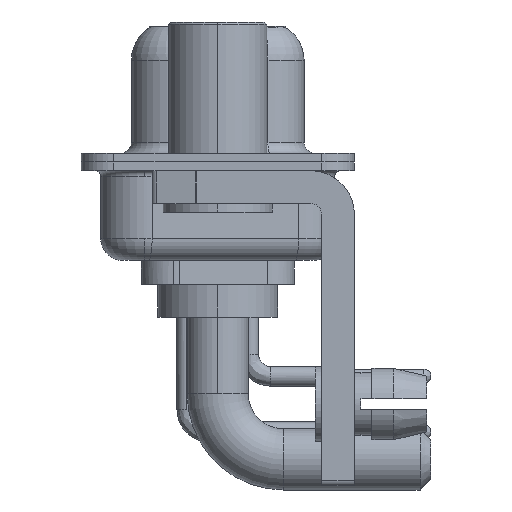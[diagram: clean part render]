
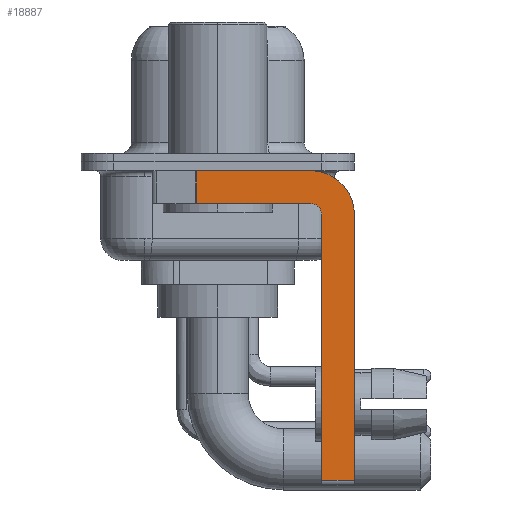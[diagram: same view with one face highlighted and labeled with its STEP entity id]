
A CAD part, left-side view. The second image highlights one B-rep face of the part: STEP entity #18887.
In plain terms, the highlighted planar face has unit normal (-1, 0, 0).
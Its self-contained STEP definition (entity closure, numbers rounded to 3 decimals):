
#102 = LINE ( 'NONE', #3278, #6461 ) ;
#513 = EDGE_CURVE ( 'NONE', #18517, #5288, #3799, .T. ) ;
#610 = CIRCLE ( 'NONE', #14403, 2. ) ;
#1056 = LINE ( 'NONE', #13897, #12798 ) ;
#1500 = CARTESIAN_POINT ( 'NONE',  ( -2.9, -6.25, -2.4 ) ) ;
#1527 = VERTEX_POINT ( 'NONE', #15583 ) ;
#1599 = EDGE_CURVE ( 'NONE', #9888, #9624, #1056, .T. ) ;
#1769 = ORIENTED_EDGE ( 'NONE', *, *, #3003, .T. ) ;
#2320 = EDGE_CURVE ( 'NONE', #12616, #12383, #5028, .T. ) ;
#2536 = DIRECTION ( 'NONE',  ( 0., 1., 0. ) ) ;
#3003 = EDGE_CURVE ( 'NONE', #12616, #5288, #102, .T. ) ;
#3134 = ORIENTED_EDGE ( 'NONE', *, *, #5538, .F. ) ;
#3278 = CARTESIAN_POINT ( 'NONE',  ( -2.9, -4.25, -14.55 ) ) ;
#3799 = LINE ( 'NONE', #16837, #4318 ) ;
#3868 = DIRECTION ( 'NONE',  ( 0., 0., -1. ) ) ;
#3892 = CARTESIAN_POINT ( 'NONE',  ( -2.9, 0.978, -1.9 ) ) ;
#3909 = CIRCLE ( 'NONE', #4592, 0.5 ) ;
#4318 = VECTOR ( 'NONE', #16529, 1000. ) ;
#4389 = CARTESIAN_POINT ( 'NONE',  ( -2.9, 3., -0.4 ) ) ;
#4592 = AXIS2_PLACEMENT_3D ( 'NONE', #13934, #20345, #9203 ) ;
#4743 = EDGE_LOOP ( 'NONE', ( #3134, #15370, #20340, #13043, #10506, #1769, #18397, #13694 ) ) ;
#5028 = LINE ( 'NONE', #8597, #6431 ) ;
#5288 = VERTEX_POINT ( 'NONE', #6107 ) ;
#5538 = EDGE_CURVE ( 'NONE', #13455, #1527, #10826, .T. ) ;
#5766 = CARTESIAN_POINT ( 'NONE',  ( -2.9, -4.25, -2.4 ) ) ;
#6107 = CARTESIAN_POINT ( 'NONE',  ( -2.9, -6.25, -14.55 ) ) ;
#6431 = VECTOR ( 'NONE', #15025, 1000. ) ;
#6461 = VECTOR ( 'NONE', #16102, 1000. ) ;
#7313 = CARTESIAN_POINT ( 'NONE',  ( -2.9, -4.25, -1.9 ) ) ;
#8597 = CARTESIAN_POINT ( 'NONE',  ( -2.9, -4.75, -14.8 ) ) ;
#9203 = DIRECTION ( 'NONE',  ( 0., 0., 1. ) ) ;
#9624 = VERTEX_POINT ( 'NONE', #19310 ) ;
#9888 = VERTEX_POINT ( 'NONE', #7313 ) ;
#9894 = VECTOR ( 'NONE', #16725, 1000. ) ;
#10224 = EDGE_CURVE ( 'NONE', #13455, #9624, #11905, .T. ) ;
#10463 = AXIS2_PLACEMENT_3D ( 'NONE', #17546, #11247, #19227 ) ;
#10506 = ORIENTED_EDGE ( 'NONE', *, *, #2320, .F. ) ;
#10826 = LINE ( 'NONE', #4389, #19582 ) ;
#11146 = PLANE ( 'NONE',  #10463 ) ;
#11247 = DIRECTION ( 'NONE',  ( 1., 0., 0. ) ) ;
#11905 = LINE ( 'NONE', #3892, #9894 ) ;
#12383 = VERTEX_POINT ( 'NONE', #16680 ) ;
#12616 = VERTEX_POINT ( 'NONE', #17301 ) ;
#12631 = EDGE_CURVE ( 'NONE', #12383, #9888, #3909, .T. ) ;
#12798 = VECTOR ( 'NONE', #2536, 1000. ) ;
#13043 = ORIENTED_EDGE ( 'NONE', *, *, #12631, .F. ) ;
#13455 = VERTEX_POINT ( 'NONE', #19740 ) ;
#13552 = DIRECTION ( 'NONE',  ( 1., 0., 0. ) ) ;
#13555 = DIRECTION ( 'NONE',  ( 0., -1., 0. ) ) ;
#13694 = ORIENTED_EDGE ( 'NONE', *, *, #16042, .F. ) ;
#13897 = CARTESIAN_POINT ( 'NONE',  ( -2.9, -4.25, -1.9 ) ) ;
#13934 = CARTESIAN_POINT ( 'NONE',  ( -2.9, -4.25, -2.4 ) ) ;
#14403 = AXIS2_PLACEMENT_3D ( 'NONE', #5766, #13552, #3868 ) ;
#15025 = DIRECTION ( 'NONE',  ( 0., 0., 1. ) ) ;
#15370 = ORIENTED_EDGE ( 'NONE', *, *, #10224, .T. ) ;
#15583 = CARTESIAN_POINT ( 'NONE',  ( -2.9, -4.25, -0.4 ) ) ;
#16042 = EDGE_CURVE ( 'NONE', #1527, #18517, #610, .T. ) ;
#16102 = DIRECTION ( 'NONE',  ( 0., -1., 0. ) ) ;
#16529 = DIRECTION ( 'NONE',  ( 0., 0., -1. ) ) ;
#16680 = CARTESIAN_POINT ( 'NONE',  ( -2.9, -4.75, -2.4 ) ) ;
#16725 = DIRECTION ( 'NONE',  ( 0., 0., -1. ) ) ;
#16837 = CARTESIAN_POINT ( 'NONE',  ( -2.9, -6.25, -2.4 ) ) ;
#17301 = CARTESIAN_POINT ( 'NONE',  ( -2.9, -4.75, -14.55 ) ) ;
#17546 = CARTESIAN_POINT ( 'NONE',  ( -2.9, -4.25, -2.4 ) ) ;
#18397 = ORIENTED_EDGE ( 'NONE', *, *, #513, .F. ) ;
#18517 = VERTEX_POINT ( 'NONE', #1500 ) ;
#18887 = ADVANCED_FACE ( 'NONE', ( #19118 ), #11146, .F. ) ;
#19118 = FACE_OUTER_BOUND ( 'NONE', #4743, .T. ) ;
#19227 = DIRECTION ( 'NONE',  ( 0., 0., -1. ) ) ;
#19310 = CARTESIAN_POINT ( 'NONE',  ( -2.9, 0.978, -1.9 ) ) ;
#19582 = VECTOR ( 'NONE', #13555, 1000. ) ;
#19740 = CARTESIAN_POINT ( 'NONE',  ( -2.9, 0.978, -0.4 ) ) ;
#20340 = ORIENTED_EDGE ( 'NONE', *, *, #1599, .F. ) ;
#20345 = DIRECTION ( 'NONE',  ( -1., 0., 0. ) ) ;
